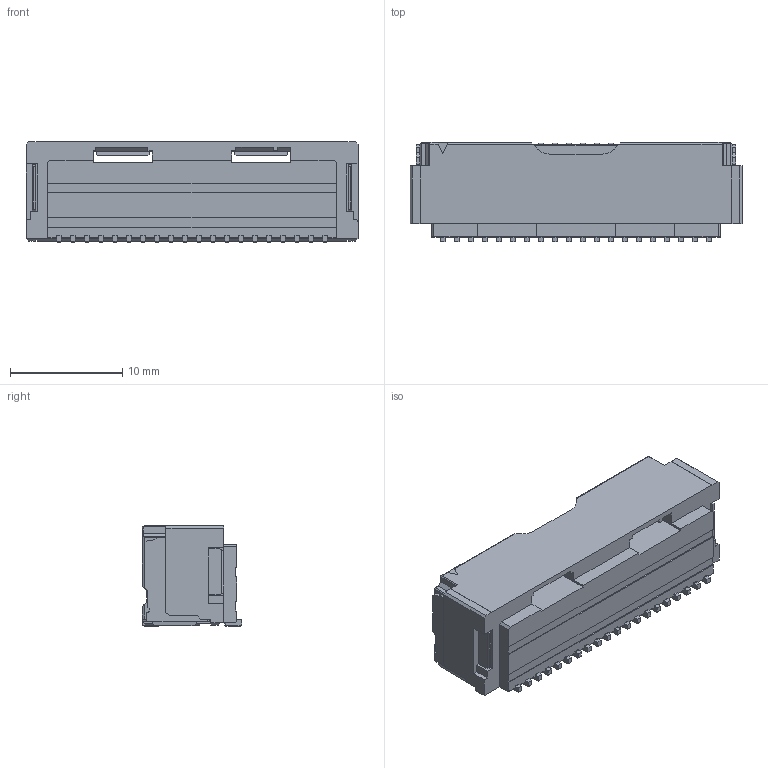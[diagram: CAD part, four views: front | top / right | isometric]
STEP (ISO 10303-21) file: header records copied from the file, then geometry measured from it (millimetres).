
FILE_DESCRIPTION( ( 'STEP AP214' ), '1' );
FILE_NAME( 'psolqas12583441327.stp', '2019-07-15T10:58:34', ( '' ), ( '' ), ' ', 'PARTsolutions', ' ' );
FILE_SCHEMA( ( 'AUTOMOTIVE_DESIGN { 1 0 10303 214 1 1 1 1 }' ) );
Length unit declared in the file: metre
Products named in the file (1): 1
Bounding box: 29.6 x 8.85 x 8.95 mm (x, y, z)
Volume: 1257.7 mm3; surface area: 2002 mm2
Topology: 1 solids, 1 shells, 1270 faces, 3721 edges, 2452 vertices
Faces by surface type: plane 1180, cylinder 64, cone 26
Entity records: 41356 total; most frequent: CARTESIAN_POINT 7628, ORIENTED_EDGE 7442, DIRECTION 6349, EDGE_CURVE 3721, LINE 3527, VECTOR 3527, VERTEX_POINT 2452, AXIS2_PLACEMENT_3D 1411
